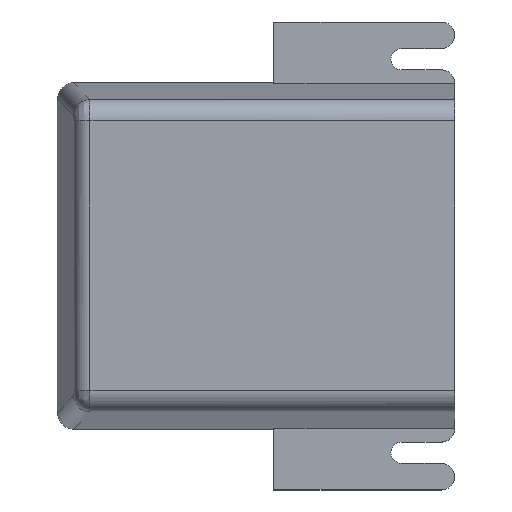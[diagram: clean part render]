
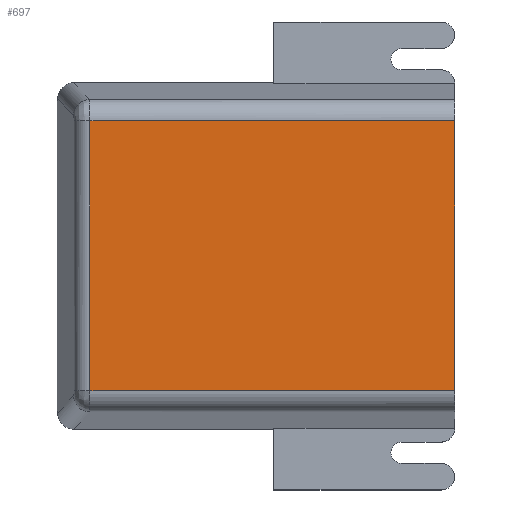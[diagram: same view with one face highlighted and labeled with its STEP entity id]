
A CAD part, top view. The second image highlights one B-rep face of the part: STEP entity #697.
In plain terms, the highlighted planar face has unit normal (0, 0, 1).
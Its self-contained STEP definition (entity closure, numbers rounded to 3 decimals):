
#664 = VERTEX_POINT('',#665);
#665 = CARTESIAN_POINT('',(-66.076,25.363,30.2));
#678 = EDGE_CURVE('',#664,#679,#681,.T.);
#679 = VERTEX_POINT('',#680);
#680 = CARTESIAN_POINT('',(2.5,25.363,30.2));
#681 = LINE('',#682,#683);
#682 = CARTESIAN_POINT('',(-68.825,25.363,30.2));
#683 = VECTOR('',#684,1.);
#684 = DIRECTION('',(1.,0.,0.));
#697 = ADVANCED_FACE('',(#698),#723,.F.);
#698 = FACE_BOUND('',#699,.F.);
#699 = EDGE_LOOP('',(#700,#701,#709,#717));
#700 = ORIENTED_EDGE('',*,*,#678,.T.);
#701 = ORIENTED_EDGE('',*,*,#702,.T.);
#702 = EDGE_CURVE('',#679,#703,#705,.T.);
#703 = VERTEX_POINT('',#704);
#704 = CARTESIAN_POINT('',(2.5,-25.363,30.2));
#705 = LINE('',#706,#707);
#706 = CARTESIAN_POINT('',(2.5,29.,30.2));
#707 = VECTOR('',#708,1.);
#708 = DIRECTION('',(0.,-1.,0.));
#709 = ORIENTED_EDGE('',*,*,#710,.F.);
#710 = EDGE_CURVE('',#711,#703,#713,.T.);
#711 = VERTEX_POINT('',#712);
#712 = CARTESIAN_POINT('',(-66.076,-25.363,30.2));
#713 = LINE('',#714,#715);
#714 = CARTESIAN_POINT('',(-68.825,-25.363,30.2));
#715 = VECTOR('',#716,1.);
#716 = DIRECTION('',(1.,0.,0.));
#717 = ORIENTED_EDGE('',*,*,#718,.F.);
#718 = EDGE_CURVE('',#664,#711,#719,.T.);
#719 = LINE('',#720,#721);
#720 = CARTESIAN_POINT('',(-66.076,25.363,30.2));
#721 = VECTOR('',#722,1.);
#722 = DIRECTION('',(-0.,-1.,-0.));
#723 = PLANE('',#724);
#724 = AXIS2_PLACEMENT_3D('',#725,#726,#727);
#725 = CARTESIAN_POINT('',(-72.5,29.,30.2));
#726 = DIRECTION('',(0.,0.,-1.));
#727 = DIRECTION('',(0.,-1.,0.));
